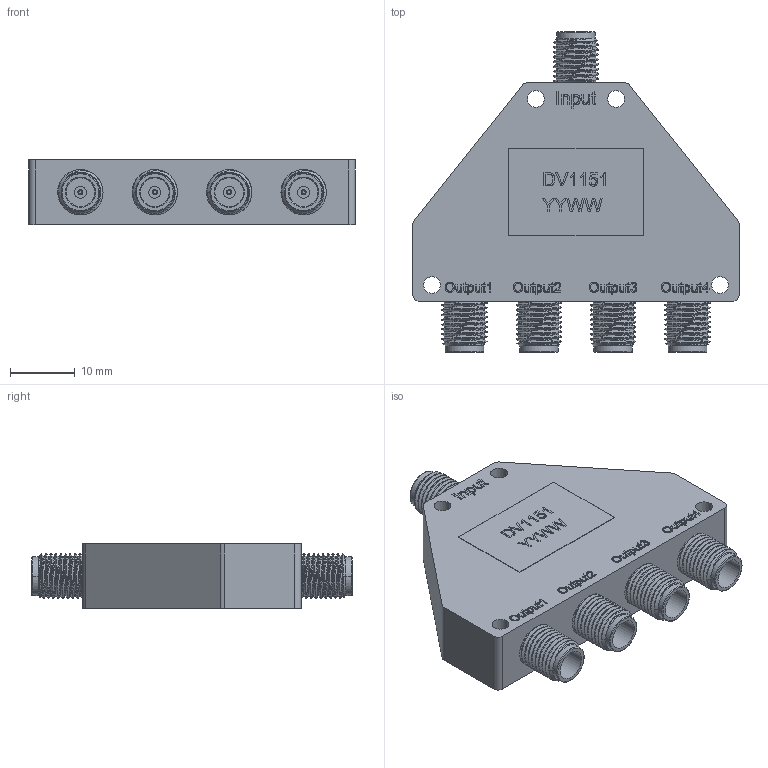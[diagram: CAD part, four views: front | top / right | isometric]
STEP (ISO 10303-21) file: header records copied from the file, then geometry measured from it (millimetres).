
FILE_DESCRIPTION (( 'STEP AP214' ), '1' );
FILE_NAME ('FMDV1151_3D.step', '2023-03-08T23:06:15', ( '' ), ( '' ), 'SwSTEP 2.0', 'SolidWorks 2022', '' );
FILE_SCHEMA (( 'AUTOMOTIVE_DESIGN' ));
Products named in the file (1): FMDV1151_3D
Bounding box: 50.5 x 49.51 x 10.08 mm (x, y, z)
Volume: 14087 mm3; surface area: 6568.5 mm2
Topology: 1 solids, 6 shells, 976 faces, 2632 edges, 1748 vertices
Faces by surface type: plane 504, bspline 248, cylinder 174, cone 40, torus 10
Entity records: 50554 total; most frequent: CARTESIAN_POINT 28032, ORIENTED_EDGE 5264, DIRECTION 3672, EDGE_CURVE 2632, VERTEX_POINT 1748, LINE 1578, VECTOR 1578, EDGE_LOOP 1074
